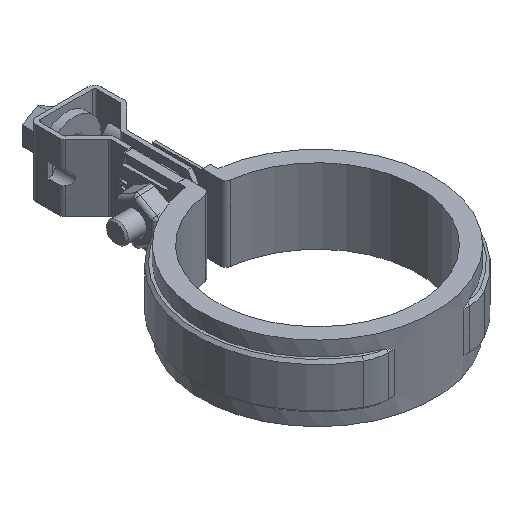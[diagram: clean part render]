
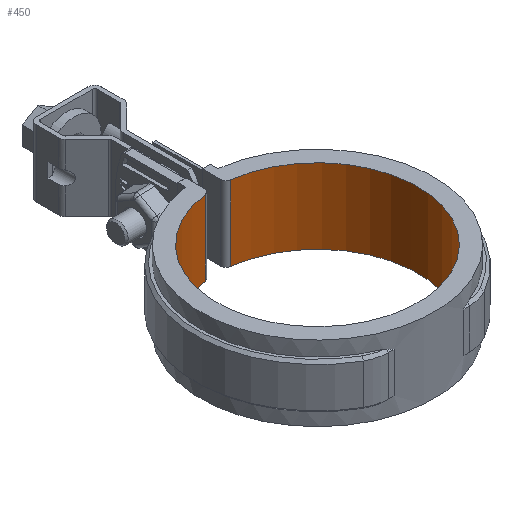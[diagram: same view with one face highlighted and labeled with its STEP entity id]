
A CAD part, isometric view. The second image highlights one B-rep face of the part: STEP entity #450.
In plain terms, the highlighted cylindrical face has radius 37.5 mm (diameter 75 mm), a partial arc.
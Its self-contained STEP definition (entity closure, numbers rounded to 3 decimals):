
#450 = ADVANCED_FACE( '', ( #850 ), #851, .F. );
#850 = FACE_OUTER_BOUND( '', #1766, .T. );
#851 = CYLINDRICAL_SURFACE( '', #1767, 37.5 );
#1766 = EDGE_LOOP( '', ( #3532, #3533, #3534, #3535 ) );
#1767 = AXIS2_PLACEMENT_3D( '', #3536, #3537, #3538 );
#3532 = ORIENTED_EDGE( '', *, *, #5519, .T. );
#3533 = ORIENTED_EDGE( '', *, *, #5574, .T. );
#3534 = ORIENTED_EDGE( '', *, *, #5454, .F. );
#3535 = ORIENTED_EDGE( '', *, *, #5575, .T. );
#3536 = CARTESIAN_POINT( '', ( 0., 0., -14. ) );
#3537 = DIRECTION( '', ( 0., 0., -1. ) );
#3538 = DIRECTION( '', ( 1., 0., 0. ) );
#5454 = EDGE_CURVE( '', #6376, #6378, #6379, .T. );
#5519 = EDGE_CURVE( '', #6498, #6496, #6499, .T. );
#5574 = EDGE_CURVE( '', #6496, #6378, #6576, .T. );
#5575 = EDGE_CURVE( '', #6376, #6498, #6577, .F. );
#6376 = VERTEX_POINT( '', #8794 );
#6378 = VERTEX_POINT( '', #8796 );
#6379 = CIRCLE( '', #8797, 37.5 );
#6496 = VERTEX_POINT( '', #9043 );
#6498 = VERTEX_POINT( '', #9045 );
#6499 = CIRCLE( '', #9046, 37.5 );
#6576 = LINE( '', #9160, #9161 );
#6577 = LINE( '', #9162, #9163 );
#8794 = CARTESIAN_POINT( '', ( 4.747, 37.198, 14. ) );
#8796 = CARTESIAN_POINT( '', ( -4.747, 37.198, 14. ) );
#8797 = AXIS2_PLACEMENT_3D( '', #10811, #10812, #10813 );
#9043 = CARTESIAN_POINT( '', ( -4.747, 37.198, -14. ) );
#9045 = CARTESIAN_POINT( '', ( 4.747, 37.198, -14. ) );
#9046 = AXIS2_PLACEMENT_3D( '', #10888, #10889, #10890 );
#9160 = CARTESIAN_POINT( '', ( -4.747, 37.198, -14. ) );
#9161 = VECTOR( '', #10991, 1000. );
#9162 = CARTESIAN_POINT( '', ( 4.747, 37.198, -14. ) );
#9163 = VECTOR( '', #10992, 1000. );
#10811 = CARTESIAN_POINT( '', ( 0., 0., 14. ) );
#10812 = DIRECTION( '', ( 0., 0., -1. ) );
#10813 = DIRECTION( '', ( 1., 0., 0. ) );
#10888 = CARTESIAN_POINT( '', ( 0., 0., -14. ) );
#10889 = DIRECTION( '', ( 0., 0., -1. ) );
#10890 = DIRECTION( '', ( 1., 0., 0. ) );
#10991 = DIRECTION( '', ( 0., 0., 1. ) );
#10992 = DIRECTION( '', ( 0., 0., 1. ) );
